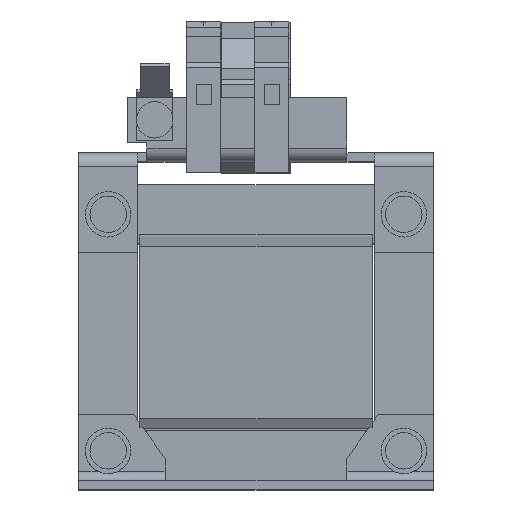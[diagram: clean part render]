
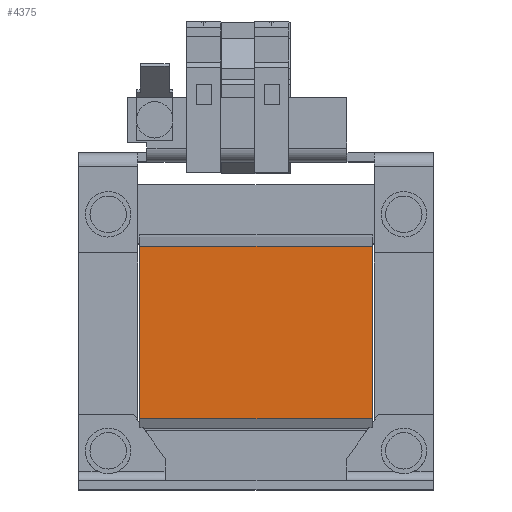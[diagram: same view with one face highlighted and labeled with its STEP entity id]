
A CAD part, top view. The second image highlights one B-rep face of the part: STEP entity #4375.
In plain terms, the highlighted planar face has unit normal (0, 0, 1).
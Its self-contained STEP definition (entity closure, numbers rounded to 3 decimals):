
#369 = VERTEX_POINT ( 'NONE', #2214 ) ;
#402 = LINE ( 'NONE', #9174, #8847 ) ;
#518 = CARTESIAN_POINT ( 'NONE',  ( 25.5, -19., 29.45 ) ) ;
#1134 = CARTESIAN_POINT ( 'NONE',  ( -25.5, -19., 29.45 ) ) ;
#2214 = CARTESIAN_POINT ( 'NONE',  ( 25.5, 19., 29.45 ) ) ;
#3207 = CARTESIAN_POINT ( 'NONE',  ( -25.5, 19., 29.45 ) ) ;
#3211 = VECTOR ( 'NONE', #11260, 1000. ) ;
#3230 = FACE_OUTER_BOUND ( 'NONE', #6345, .T. ) ;
#3523 = CARTESIAN_POINT ( 'NONE',  ( -25.5, 19., 29.45 ) ) ;
#3838 = DIRECTION ( 'NONE',  ( 0., 1., 0. ) ) ;
#3868 = ORIENTED_EDGE ( 'NONE', *, *, #8362, .T. ) ;
#4066 = PLANE ( 'NONE',  #11677 ) ;
#4375 = ADVANCED_FACE ( 'NONE', ( #3230 ), #4066, .F. ) ;
#4474 = DIRECTION ( 'NONE',  ( 0., -1., 0. ) ) ;
#4480 = ORIENTED_EDGE ( 'NONE', *, *, #10402, .F. ) ;
#5229 = EDGE_CURVE ( 'NONE', #6468, #6449, #9123, .T. ) ;
#5627 = VERTEX_POINT ( 'NONE', #3523 ) ;
#5636 = ORIENTED_EDGE ( 'NONE', *, *, #5229, .T. ) ;
#6345 = EDGE_LOOP ( 'NONE', ( #3868, #6642, #4480, #5636 ) ) ;
#6449 = VERTEX_POINT ( 'NONE', #518 ) ;
#6468 = VERTEX_POINT ( 'NONE', #10545 ) ;
#6642 = ORIENTED_EDGE ( 'NONE', *, *, #7520, .F. ) ;
#7275 = DIRECTION ( 'NONE',  ( 1., 0., 0. ) ) ;
#7363 = LINE ( 'NONE', #7669, #10035 ) ;
#7520 = EDGE_CURVE ( 'NONE', #5627, #369, #11225, .T. ) ;
#7669 = CARTESIAN_POINT ( 'NONE',  ( -25.5, -19., 29.45 ) ) ;
#8362 = EDGE_CURVE ( 'NONE', #6449, #369, #402, .T. ) ;
#8415 = VECTOR ( 'NONE', #7275, 1000. ) ;
#8847 = VECTOR ( 'NONE', #3838, 1000. ) ;
#9123 = LINE ( 'NONE', #1134, #8415 ) ;
#9174 = CARTESIAN_POINT ( 'NONE',  ( 25.5, -19., 29.45 ) ) ;
#9998 = DIRECTION ( 'NONE',  ( 0., 0., -1. ) ) ;
#10035 = VECTOR ( 'NONE', #11440, 1000. ) ;
#10173 = CARTESIAN_POINT ( 'NONE',  ( -25.5, -19., 29.45 ) ) ;
#10402 = EDGE_CURVE ( 'NONE', #6468, #5627, #7363, .T. ) ;
#10545 = CARTESIAN_POINT ( 'NONE',  ( -25.5, -19., 29.45 ) ) ;
#11225 = LINE ( 'NONE', #3207, #3211 ) ;
#11260 = DIRECTION ( 'NONE',  ( 1., 0., 0. ) ) ;
#11440 = DIRECTION ( 'NONE',  ( 0., 1., 0. ) ) ;
#11677 = AXIS2_PLACEMENT_3D ( 'NONE', #10173, #9998, #4474 ) ;
